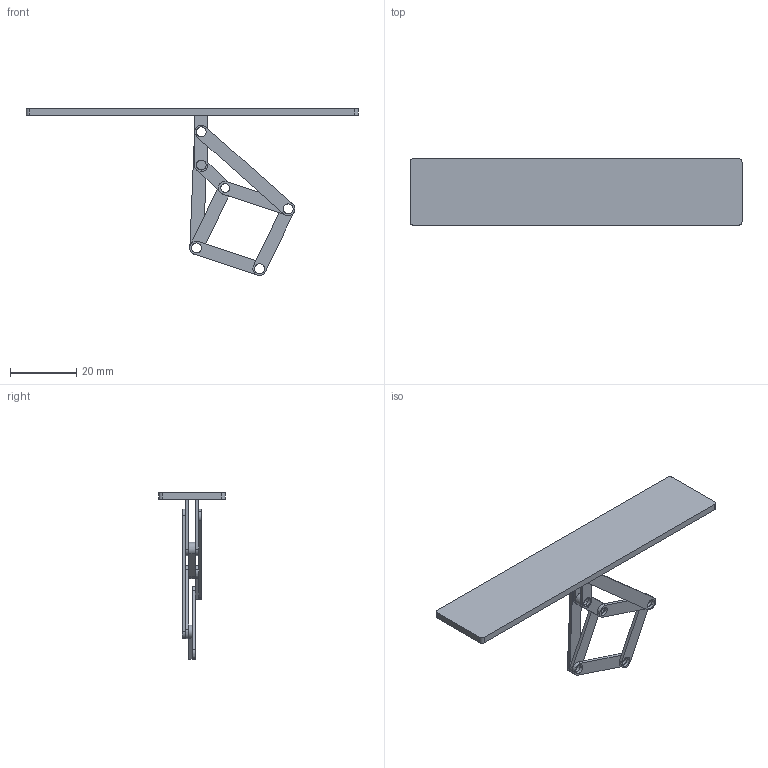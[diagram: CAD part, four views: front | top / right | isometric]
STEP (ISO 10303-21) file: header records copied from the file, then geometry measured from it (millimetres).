
FILE_DESCRIPTION (( 'STEP AP203' ), '1' );
FILE_NAME ('214103216.STEP', '2022-02-11T15:15:17', ( '' ), ( '' ), 'SwSTEP 2.0', 'SolidWorks 2020', '' );
FILE_SCHEMA (( 'CONFIG_CONTROL_DESIGN' ));
Length unit declared in the file: millimetre
Products named in the file (6): LINK 2; BASE; 214103216; LINK 4; LINK 1; LINK 3
Assembly tree (8 placements, depth 2):
  214103216
    BASE
    LINK 4
    LINK 2  x2
    LINK 3  x2
    LINK 1  x2
Bounding box: 100 x 20 x 50.25 mm (x, y, z)
Volume: 4773 mm3; surface area: 6638.9 mm2
Topology: 8 solids, 8 shells, 106 faces, 264 edges, 176 vertices
Faces by surface type: cylinder 64, plane 42
Entity records: 2999 total; most frequent: DIRECTION 437, CARTESIAN_POINT 389, ORIENTED_EDGE 366, EDGE_CURVE 183, AXIS2_PLACEMENT_3D 170, VERTEX_POINT 122, EDGE_LOOP 99, LINE 97
